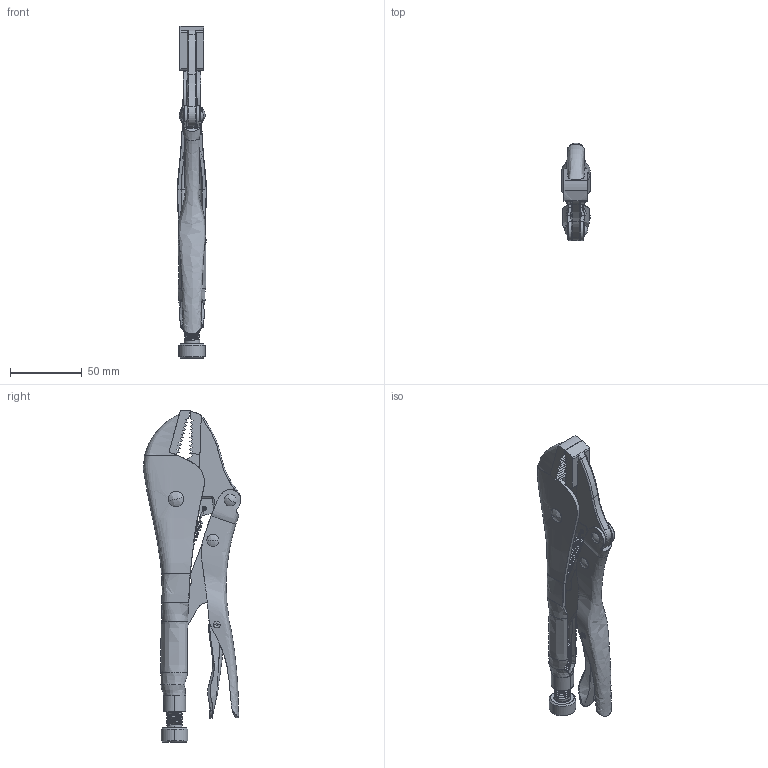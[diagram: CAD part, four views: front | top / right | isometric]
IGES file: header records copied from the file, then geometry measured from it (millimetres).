
Start section: SolidWorks IGES file using analytic representation for surfaces
Global section: file name: 5HGH-51151(簡化).IGS; native system: SolidWorks 2016; preprocessor: SolidWorks 2016; author: LinWei; date: 200727.144803; units: millimetre
Bounding box: 20.09 x 68.08 x 231.89 mm (x, y, z)
Surface area: 56397.3 mm2 (no closed solid volume)
Topology: 0 solids, 0 shells, 510 faces, 11215 edges, 11209 vertices
Faces by surface type: bspline 291, revolution 219
